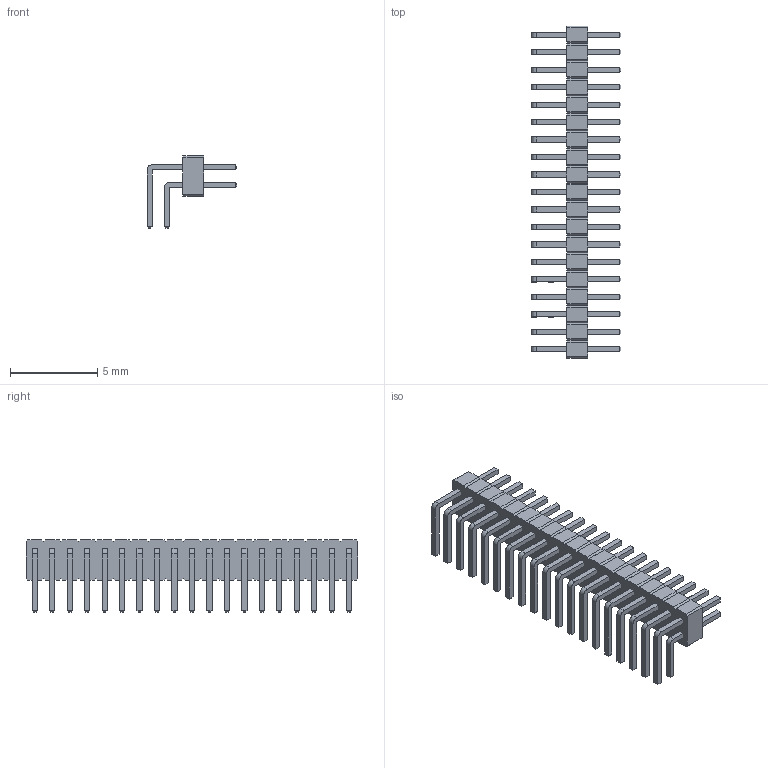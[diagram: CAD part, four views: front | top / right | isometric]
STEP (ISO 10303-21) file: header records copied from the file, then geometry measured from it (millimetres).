
FILE_DESCRIPTION(/* description */ ('model of PinHeader_2x19_P1.00mm_Horizontal'),/* implementation_level */ '2;1');
FILE_NAME(/* name */ 'PinHeader_2x19_P1.00mm_Horizontal.step',/* time_stamp */ '2018-01-24T14:02:09',/* author */ ('kicad StepUp','ksu'),/* organization */ ('FreeCAD'),/* preprocessor_version */ 'OCC',/* originating_system */ 'kicad StepUp',/* authorisation */ '');
FILE_SCHEMA(('AUTOMOTIVE_DESIGN { 1 0 10303 214 1 1 1 1 }'));
Length unit declared in the file: millimetre
Products named in the file (2): PinHeader_2x19_P100mm_Horizontal; Shape0_319475781194
Bounding box: 5.15 x 19 x 4.12 mm (x, y, z)
Volume: 77.1 mm3; surface area: 481.1 mm2
Topology: 39 solids, 39 shells, 764 faces, 1754 edges, 1068 vertices
Faces by surface type: plane 726, cylinder 38
Entity records: 13500 total; most frequent: ORIENTED_EDGE 2594, CARTESIAN_POINT 2223, EDGE_CURVE 1754, LINE 1678, VERTEX_POINT 1068, AXIS2_PLACEMENT_3D 841, ADVANCED_FACE 764, FACE_BOUND 764
